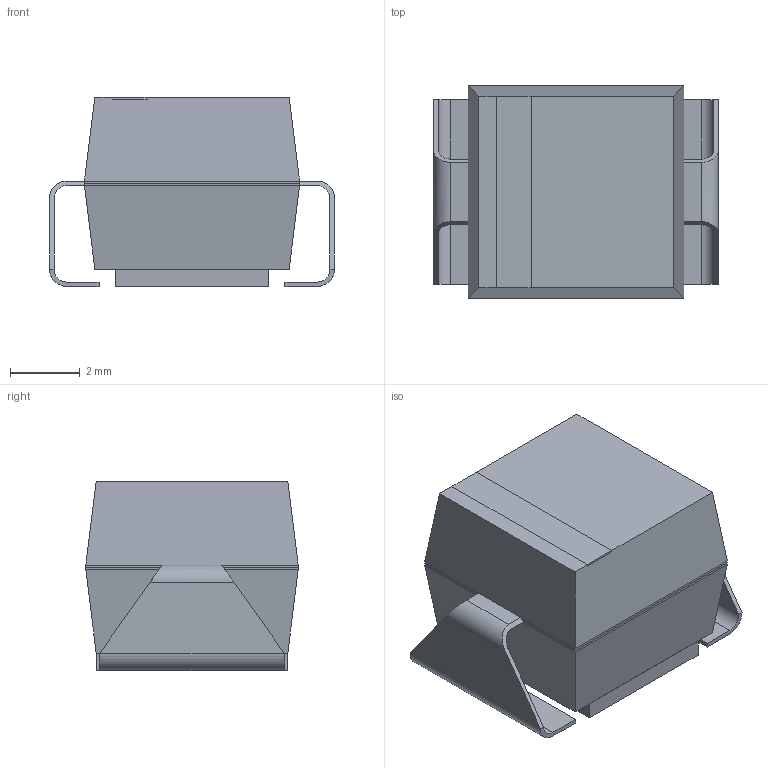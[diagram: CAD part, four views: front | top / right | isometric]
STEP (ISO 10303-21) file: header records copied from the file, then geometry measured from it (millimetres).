
FILE_DESCRIPTION((''),'2;1');
FILE_NAME('DIOM8060X543N.stp','2014-11-17T10:48:42',(''),(''),'Mechanical Desktop 2011','Mechanical Desktop 2011',', , ');
FILE_SCHEMA(('AUTOMOTIVE_DESIGN { 1 2 10303 214 1 1 1 1 }'));
Length unit declared in the file: millimetre
Products named in the file (1): Product
Bounding box: 8.18 x 6.1 x 5.43 mm (x, y, z)
Volume: 187.1 mm3; surface area: 426.5 mm2
Topology: 5 solids, 5 shells, 64 faces, 146 edges, 96 vertices
Faces by surface type: plane 56, cylinder 8
Entity records: 1813 total; most frequent: CARTESIAN_POINT 303, DIRECTION 292, ORIENTED_EDGE 284, EDGE_CURVE 142, VECTOR 130, LINE 130, VERTEX_POINT 88, AXIS2_PLACEMENT_3D 81
